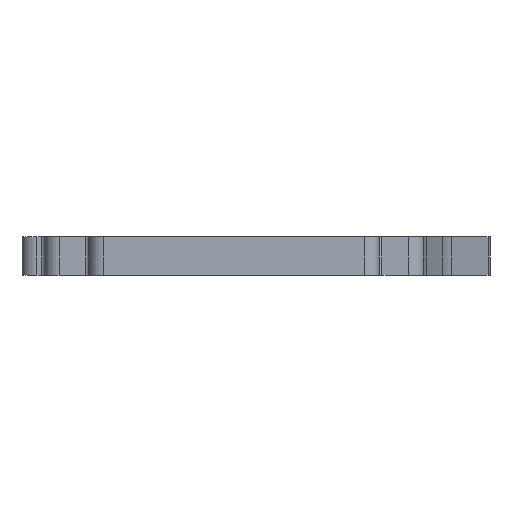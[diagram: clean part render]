
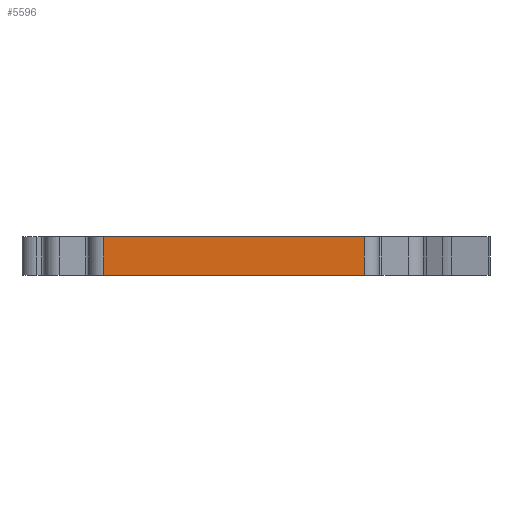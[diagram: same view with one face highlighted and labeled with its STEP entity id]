
A CAD part, left-side view. The second image highlights one B-rep face of the part: STEP entity #5596.
In plain terms, the highlighted planar face has unit normal (-1, 0, 0).
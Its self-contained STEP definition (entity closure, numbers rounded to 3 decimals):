
#3229 = VERTEX_POINT('',#3230);
#3230 = CARTESIAN_POINT('',(-21.7,66.,0.));
#3237 = EDGE_CURVE('',#3238,#3229,#3240,.T.);
#3238 = VERTEX_POINT('',#3239);
#3239 = CARTESIAN_POINT('',(-21.7,10.,0.));
#3240 = LINE('',#3241,#3242);
#3241 = CARTESIAN_POINT('',(-21.7,51.341,0.));
#3242 = VECTOR('',#3243,1.);
#3243 = DIRECTION('',(0.,1.,0.));
#5576 = VERTEX_POINT('',#5577);
#5577 = CARTESIAN_POINT('',(-21.7,66.,8.3));
#5584 = EDGE_CURVE('',#3229,#5576,#5585,.T.);
#5585 = LINE('',#5586,#5587);
#5586 = CARTESIAN_POINT('',(-21.7,66.,0.));
#5587 = VECTOR('',#5588,1.);
#5588 = DIRECTION('',(0.,0.,1.));
#5596 = ADVANCED_FACE('',(#5597),#5615,.F.);
#5597 = FACE_BOUND('',#5598,.F.);
#5598 = EDGE_LOOP('',(#5599,#5607,#5613,#5614));
#5599 = ORIENTED_EDGE('',*,*,#5600,.T.);
#5600 = EDGE_CURVE('',#5576,#5601,#5603,.T.);
#5601 = VERTEX_POINT('',#5602);
#5602 = CARTESIAN_POINT('',(-21.7,10.,8.3));
#5603 = LINE('',#5604,#5605);
#5604 = CARTESIAN_POINT('',(-21.7,51.341,8.3));
#5605 = VECTOR('',#5606,1.);
#5606 = DIRECTION('',(0.,-1.,0.));
#5607 = ORIENTED_EDGE('',*,*,#5608,.F.);
#5608 = EDGE_CURVE('',#3238,#5601,#5609,.T.);
#5609 = LINE('',#5610,#5611);
#5610 = CARTESIAN_POINT('',(-21.7,10.,0.));
#5611 = VECTOR('',#5612,1.);
#5612 = DIRECTION('',(0.,0.,1.));
#5613 = ORIENTED_EDGE('',*,*,#3237,.T.);
#5614 = ORIENTED_EDGE('',*,*,#5584,.T.);
#5615 = PLANE('',#5616);
#5616 = AXIS2_PLACEMENT_3D('',#5617,#5618,#5619);
#5617 = CARTESIAN_POINT('',(-21.7,66.,0.));
#5618 = DIRECTION('',(1.,0.,0.));
#5619 = DIRECTION('',(0.,-1.,0.));
